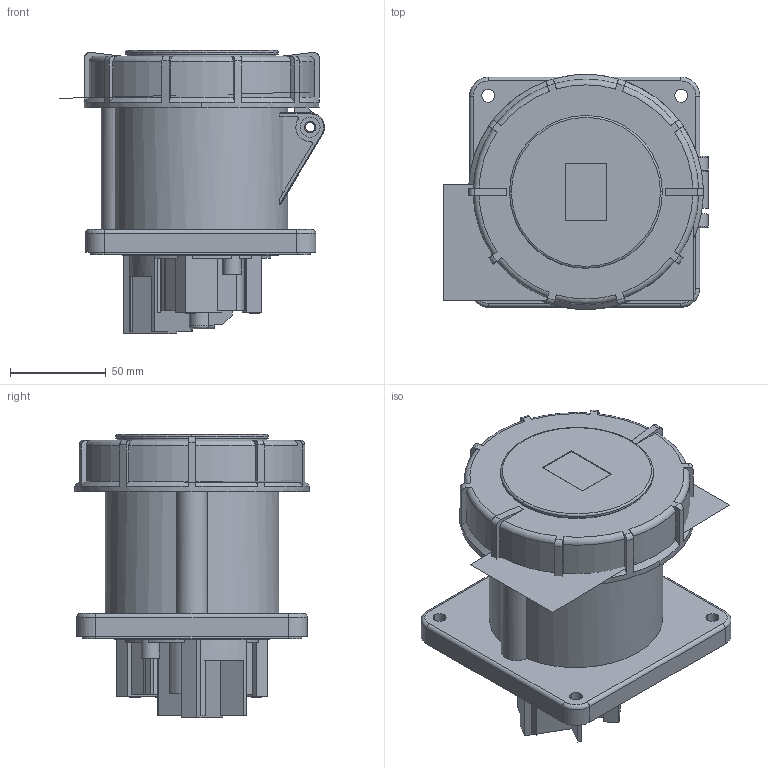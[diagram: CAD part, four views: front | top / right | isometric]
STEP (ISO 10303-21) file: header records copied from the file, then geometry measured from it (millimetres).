
FILE_DESCRIPTION((''),'2;1');
FILE_NAME('ZUO','2022-02-23T14:19:07',('Administrator'),(''),'CREO PARAMETRIC BY PTC INC, 2021063','CREO PARAMETRIC BY PTC INC, 2021063','');
FILE_SCHEMA(('AUTOMOTIVE_DESIGN { 1 0 10303 214 1 1 1 1 }'));
Length unit declared in the file: millimetre
Products named in the file (1): ZUO
Bounding box: 138.66 x 123 x 148.12 mm (x, y, z)
Volume: 781180.7 mm3; surface area: 231368.8 mm2
Topology: 2 solids, 7 shells, 1412 faces, 4123 edges, 2929 vertices
Faces by surface type: plane 1043, cylinder 273, torus 61, cone 31, sphere 3, bspline 1
Entity records: 48609 total; most frequent: CARTESIAN_POINT 9129, ORIENTED_EDGE 7726, DIRECTION 7694, EDGE_CURVE 3865, VECTOR 3120, LINE 3120, VERTEX_POINT 2543, AXIS2_PLACEMENT_3D 2287
